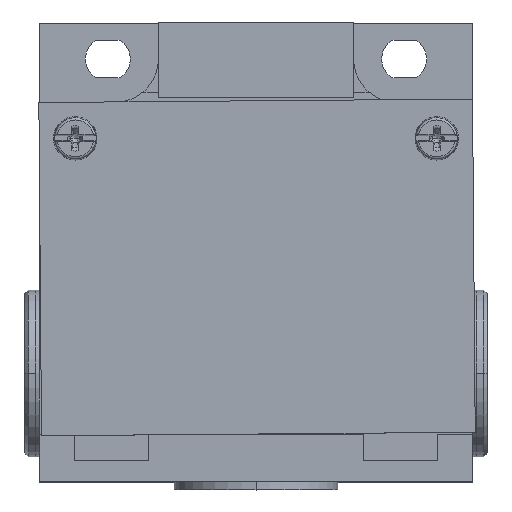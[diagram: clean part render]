
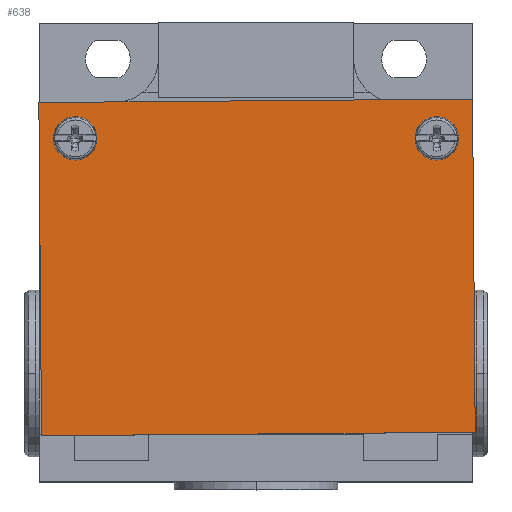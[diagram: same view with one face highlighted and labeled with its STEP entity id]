
A CAD part, top view. The second image highlights one B-rep face of the part: STEP entity #638.
In plain terms, the highlighted planar face has unit normal (0, 0, 1).
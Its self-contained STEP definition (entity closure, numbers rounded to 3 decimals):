
#638=ADVANCED_FACE('',(#1866,#1867,#1868),#1869,.T.);
#1866=FACE_OUTER_BOUND('',#3482,.T.);
#1867=FACE_BOUND('',#3483,.T.);
#1868=FACE_BOUND('',#3484,.T.);
#1869=PLANE('',#3485);
#3482=EDGE_LOOP('',(#8086,#8087,#8088,#8089));
#3483=EDGE_LOOP('',(#8090,#8091));
#3484=EDGE_LOOP('',(#8092,#8093));
#3485=AXIS2_PLACEMENT_3D('',#8094,#8095,#8096);
#8086=ORIENTED_EDGE('',*,*,#10321,.T.);
#8087=ORIENTED_EDGE('',*,*,#10319,.T.);
#8088=ORIENTED_EDGE('',*,*,#10317,.T.);
#8089=ORIENTED_EDGE('',*,*,#10315,.T.);
#8090=ORIENTED_EDGE('',*,*,#10305,.F.);
#8091=ORIENTED_EDGE('',*,*,#10322,.F.);
#8092=ORIENTED_EDGE('',*,*,#10301,.F.);
#8093=ORIENTED_EDGE('',*,*,#10323,.F.);
#8094=CARTESIAN_POINT('',(0.327,-25.149,27.8));
#8095=DIRECTION('',(0.0,-0.0,1.0));
#8096=DIRECTION('',(1.,0.008,0.0));
#10301=EDGE_CURVE('',#12893,#12896,#12897,.T.);
#10305=EDGE_CURVE('',#12901,#12904,#12905,.T.);
#10315=EDGE_CURVE('',#12921,#12919,#12922,.T.);
#10317=EDGE_CURVE('',#12924,#12921,#12925,.T.);
#10319=EDGE_CURVE('',#12927,#12924,#12928,.T.);
#10321=EDGE_CURVE('',#12919,#12927,#12930,.T.);
#10322=EDGE_CURVE('',#12904,#12901,#12931,.T.);
#10323=EDGE_CURVE('',#12896,#12893,#12932,.T.);
#12893=VERTEX_POINT('',#17503);
#12896=VERTEX_POINT('',#17507);
#12897=CIRCLE('',#17508,1.6);
#12901=VERTEX_POINT('',#17513);
#12904=VERTEX_POINT('',#17517);
#12905=CIRCLE('',#17518,1.6);
#12919=VERTEX_POINT('',#17537);
#12921=VERTEX_POINT('',#17540);
#12922=LINE('',#17541,#17542);
#12924=VERTEX_POINT('',#17545);
#12925=LINE('',#17546,#17547);
#12927=VERTEX_POINT('',#17550);
#12928=LINE('',#17551,#17552);
#12930=LINE('',#17555,#17556);
#12931=CIRCLE('',#17557,1.6);
#12932=CIRCLE('',#17558,1.6);
#17503=CARTESIAN_POINT('',(-23.401,15.763,27.8));
#17507=CARTESIAN_POINT('',(-26.601,15.737,27.8));
#17508=AXIS2_PLACEMENT_3D('',#20557,#20558,#20559);
#17513=CARTESIAN_POINT('',(26.601,15.763,27.8));
#17517=CARTESIAN_POINT('',(23.401,15.737,27.8));
#17518=AXIS2_PLACEMENT_3D('',#20565,#20566,#20567);
#17537=CARTESIAN_POINT('',(-29.672,-25.389,27.8));
#17540=CARTESIAN_POINT('',(-30.041,20.71,27.8));
#17541=CARTESIAN_POINT('',(-30.041,20.71,27.8));
#17542=VECTOR('',#20583,46.1);
#17545=CARTESIAN_POINT('',(29.957,21.19,27.8));
#17546=CARTESIAN_POINT('',(29.957,21.19,27.8));
#17547=VECTOR('',#20585,60.0);
#17550=CARTESIAN_POINT('',(30.326,-24.909,27.8));
#17551=CARTESIAN_POINT('',(30.326,-24.909,27.8));
#17552=VECTOR('',#20587,46.1);
#17555=CARTESIAN_POINT('',(-29.672,-25.389,27.8));
#17556=VECTOR('',#20589,60.0);
#17557=AXIS2_PLACEMENT_3D('',#20590,#20591,#20592);
#17558=AXIS2_PLACEMENT_3D('',#20593,#20594,#20595);
#20557=CARTESIAN_POINT('',(-25.001,15.75,27.8));
#20558=DIRECTION('',(0.0,-0.0,1.0));
#20559=DIRECTION('',(1.,0.008,0.0));
#20565=CARTESIAN_POINT('',(25.001,15.75,27.8));
#20566=DIRECTION('',(0.0,-0.0,1.0));
#20567=DIRECTION('',(1.,0.008,0.0));
#20583=DIRECTION('',(0.008,-1.,0.0));
#20585=DIRECTION('',(-1.,-0.008,0.0));
#20587=DIRECTION('',(-0.008,1.,0.0));
#20589=DIRECTION('',(1.,0.008,0.0));
#20590=CARTESIAN_POINT('',(25.001,15.75,27.8));
#20591=DIRECTION('',(0.0,-0.0,1.0));
#20592=DIRECTION('',(1.,0.008,0.0));
#20593=CARTESIAN_POINT('',(-25.001,15.75,27.8));
#20594=DIRECTION('',(0.0,-0.0,1.0));
#20595=DIRECTION('',(1.,0.008,0.0));
